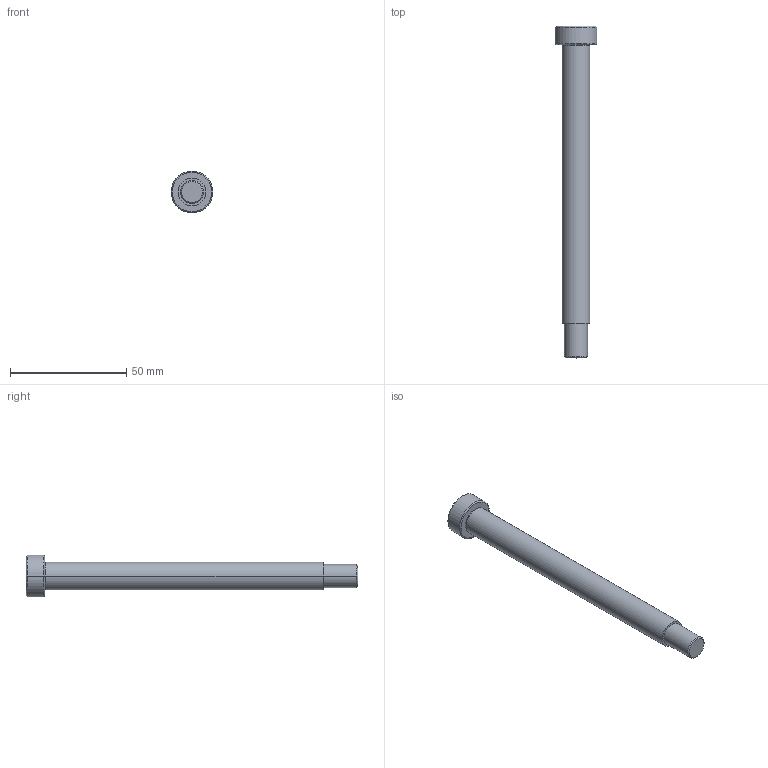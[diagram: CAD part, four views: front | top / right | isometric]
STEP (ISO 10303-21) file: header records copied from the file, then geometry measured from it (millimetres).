
FILE_DESCRIPTION (( 'STEP AP214' ), '1' );
FILE_NAME ('M10 Hex Shoulder Bolt.STEP', '2024-11-28T15:20:16', ( '' ), ( '' ), 'SwSTEP 2.0', 'SolidWorks 2024', '' );
FILE_SCHEMA (( 'AUTOMOTIVE_DESIGN' ));
Length unit declared in the file: millimetre
Products named in the file (1): M10 Hex Shoulder Bolt_M10 Hex Shoulder Bolt 80mm
Bounding box: 18 x 143 x 18 mm (x, y, z)
Volume: 16692.4 mm3; surface area: 5985.4 mm2
Topology: 1 solids, 1 shells, 26 faces, 54 edges, 34 vertices
Faces by surface type: plane 12, cylinder 8, cone 4, torus 2
Entity records: 717 total; most frequent: DIRECTION 132, CARTESIAN_POINT 115, ORIENTED_EDGE 108, EDGE_CURVE 54, AXIS2_PLACEMENT_3D 51, VERTEX_POINT 34, VECTOR 30, EDGE_LOOP 30
